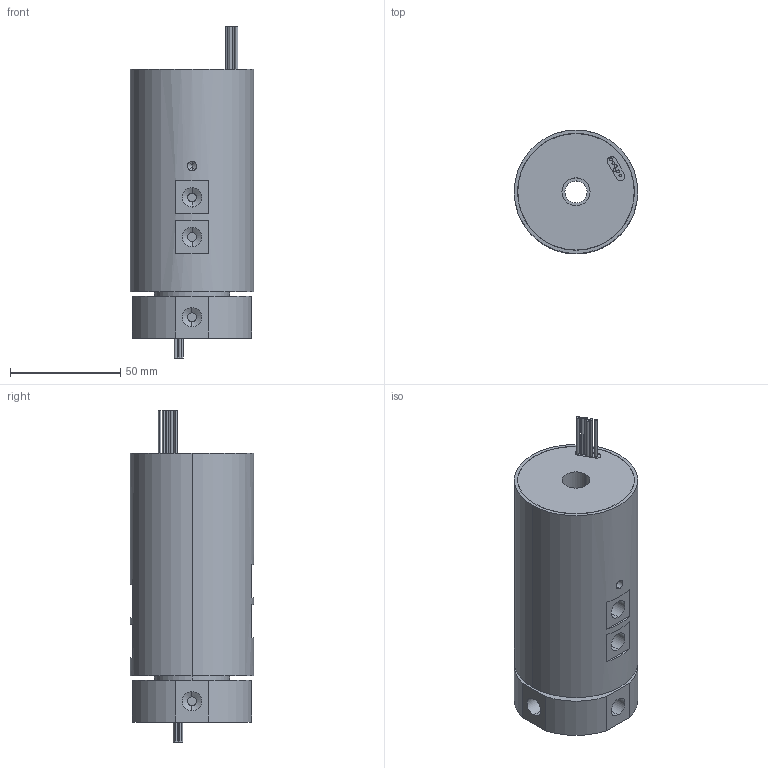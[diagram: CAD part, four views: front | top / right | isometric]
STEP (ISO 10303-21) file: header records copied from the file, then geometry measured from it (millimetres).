
FILE_DESCRIPTION (( 'STEP AP203' ), '1' );
FILE_NAME ('MK41-S06.STEP', '2020-07-24T06:29:00', ( 'gongcheng1' ), ( '' ), 'SwSTEP 2.0', 'SolidWorks 2014', '' );
FILE_SCHEMA (( 'CONFIG_CONTROL_DESIGN' ));
Length unit declared in the file: millimetre
Products named in the file (1): MK41-S06
Bounding box: 56 x 56 x 150.5 mm (x, y, z)
Volume: 278541 mm3; surface area: 38476.4 mm2
Topology: 1 solids, 1 shells, 169 faces, 373 edges, 230 vertices
Faces by surface type: cylinder 92, plane 49, cone 28
Entity records: 4840 total; most frequent: CARTESIAN_POINT 927, DIRECTION 885, ORIENTED_EDGE 722, AXIS2_PLACEMENT_3D 364, EDGE_CURVE 361, VERTEX_POINT 230, EDGE_LOOP 209, CIRCLE 194
